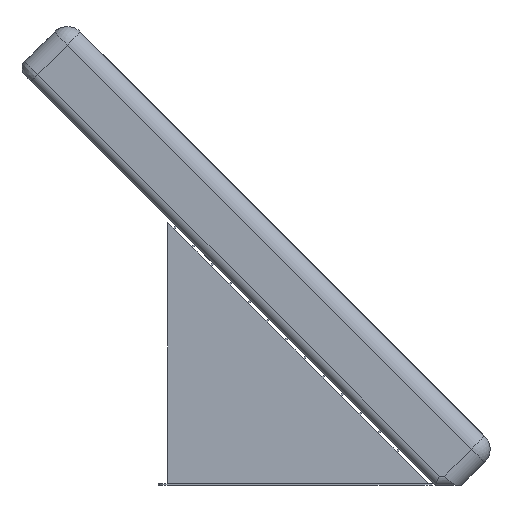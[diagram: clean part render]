
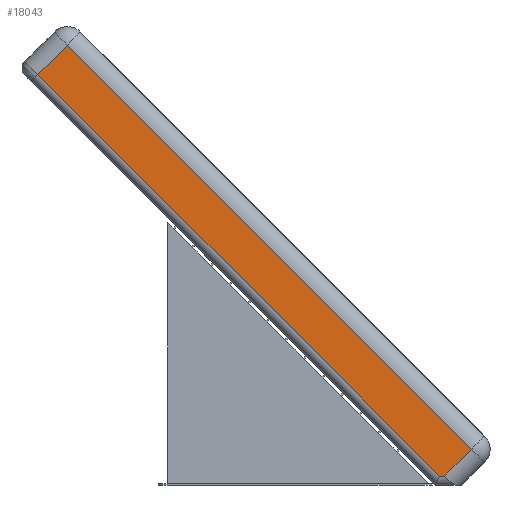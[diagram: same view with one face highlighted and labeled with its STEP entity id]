
A CAD part, left-side view. The second image highlights one B-rep face of the part: STEP entity #18043.
In plain terms, the highlighted planar face has unit normal (-1, 0, 0).
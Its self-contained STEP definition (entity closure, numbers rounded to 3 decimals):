
#273=PLANE('',#20322);
#1445=LINE('',#32806,#2802);
#1448=LINE('',#32818,#2805);
#1452=LINE('',#32834,#2809);
#1468=LINE('',#32930,#2825);
#1471=LINE('',#32935,#2828);
#2802=VECTOR('',#25450,10.);
#2805=VECTOR('',#25465,10.);
#2809=VECTOR('',#25481,10.);
#2825=VECTOR('',#25555,10.);
#2828=VECTOR('',#25562,10.);
#4848=FACE_OUTER_BOUND('',#5974,.T.);
#5974=EDGE_LOOP('',(#16059,#16060,#16061,#16062,#16063));
#8691=VERTEX_POINT('',#32796);
#8695=VERTEX_POINT('',#32805);
#8698=VERTEX_POINT('',#32813);
#8701=VERTEX_POINT('',#32825);
#8704=VERTEX_POINT('',#32833);
#11188=EDGE_CURVE('',#8695,#8691,#1445,.T.);
#11195=EDGE_CURVE('',#8691,#8698,#1448,.T.);
#11203=EDGE_CURVE('',#8701,#8704,#1452,.T.);
#11239=EDGE_CURVE('',#8698,#8701,#1468,.T.);
#11242=EDGE_CURVE('',#8704,#8695,#1471,.T.);
#16059=ORIENTED_EDGE('',*,*,#11203,.F.);
#16060=ORIENTED_EDGE('',*,*,#11239,.F.);
#16061=ORIENTED_EDGE('',*,*,#11195,.F.);
#16062=ORIENTED_EDGE('',*,*,#11188,.F.);
#16063=ORIENTED_EDGE('',*,*,#11242,.F.);
#18043=ADVANCED_FACE('',(#4848),#273,.T.);
#20322=AXIS2_PLACEMENT_3D('',#33019,#25650,#25651);
#25450=DIRECTION('',(0.,0.707,0.707));
#25465=DIRECTION('',(0.,-0.707,0.707));
#25481=DIRECTION('',(0.,0.707,-0.707));
#25555=DIRECTION('',(0.,-0.707,-0.707));
#25562=DIRECTION('',(0.,1.,0.));
#25650=DIRECTION('center_axis',(-1.,0.,0.));
#25651=DIRECTION('ref_axis',(0.,-0.707,-0.707));
#32796=CARTESIAN_POINT('',(-4.,80.388,88.388));
#32805=CARTESIAN_POINT('',(-4.,-6.,2.));
#32806=CARTESIAN_POINT('',(-4.,60.059,68.059));
#32813=CARTESIAN_POINT('',(-4.,74.024,94.752));
#32818=CARTESIAN_POINT('',(-4.,77.56,91.217));
#32825=CARTESIAN_POINT('',(-4.,-12.95,7.778));
#32833=CARTESIAN_POINT('',(-4.,-7.172,2.));
#32834=CARTESIAN_POINT('',(-4.,-9.414,4.243));
#32930=CARTESIAN_POINT('',(-4.,53.695,74.423));
#32935=CARTESIAN_POINT('',(-4.,36.194,2.));
#33019=CARTESIAN_POINT('Origin',(-4.,80.388,94.045));
